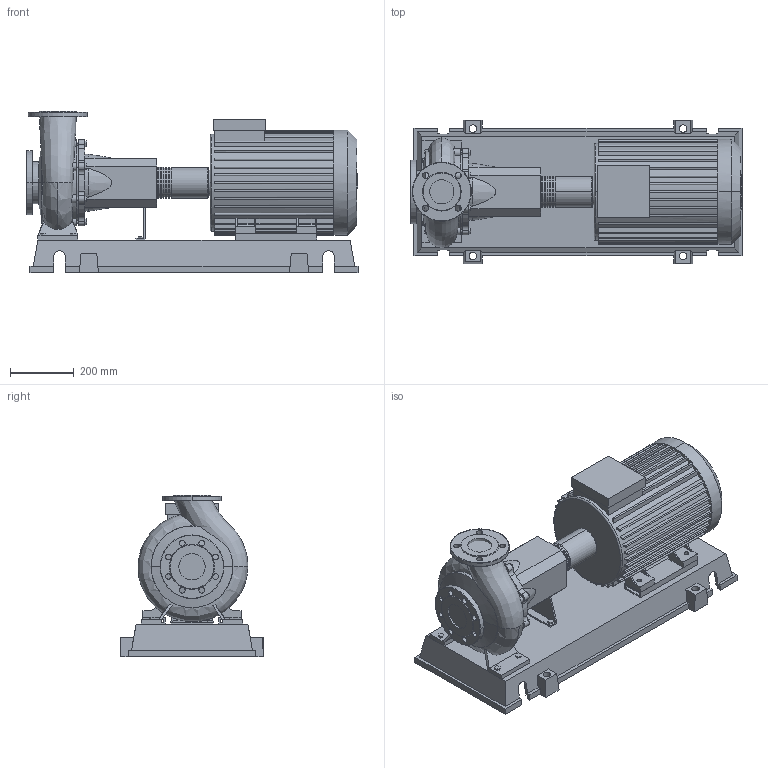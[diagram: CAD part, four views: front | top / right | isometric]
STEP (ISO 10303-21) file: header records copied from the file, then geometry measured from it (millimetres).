
FILE_DESCRIPTION((''),'2;1');
FILE_NAME('3d_NL65_200-18.5-2-05-4109184.stp','2015-03-03T07:48:02',(''),(''),'Mechanical Desktop 2009','Mechanical Desktop 2009',', , ');
FILE_SCHEMA(('CONFIG_CONTROL_DESIGN'));
Length unit declared in the file: millimetre
Products named in the file (1): Product
Bounding box: 1042.5 x 450 x 508 mm (x, y, z)
Volume: 62848679.2 mm3; surface area: 3384077.8 mm2
Topology: 13 solids, 13 shells, 847 faces, 2260 edges, 1487 vertices
Faces by surface type: plane 437, cylinder 205, bspline 183, cone 12, torus 10
Entity records: 30296 total; most frequent: CARTESIAN_POINT 9113, ORIENTED_EDGE 4522, DIRECTION 4185, EDGE_CURVE 2261, VERTEX_POINT 1486, VECTOR 1443, LINE 1443, AXIS2_PLACEMENT_3D 1371
